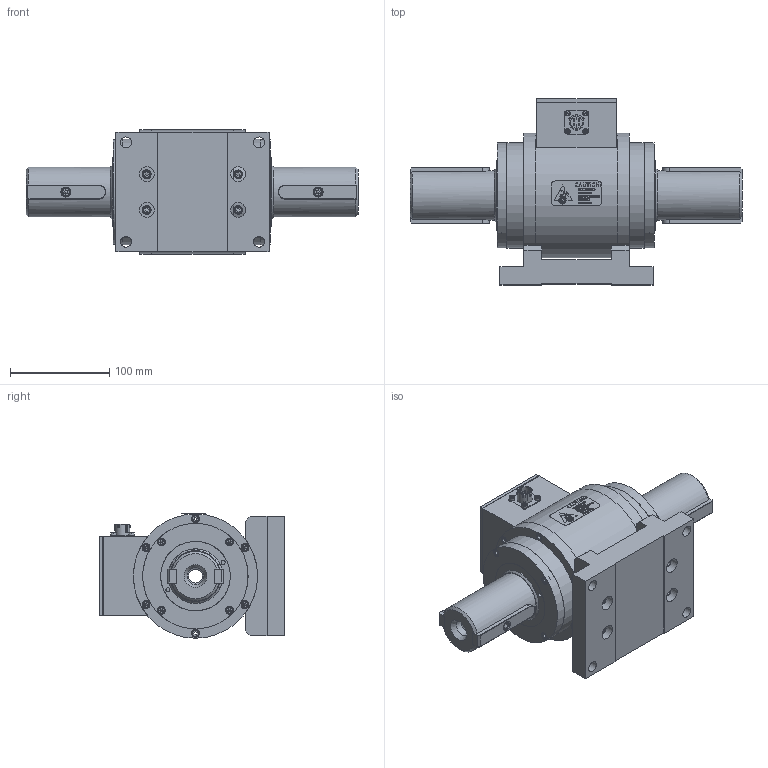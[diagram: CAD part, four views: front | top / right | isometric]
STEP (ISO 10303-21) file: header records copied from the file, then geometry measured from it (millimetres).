
FILE_DESCRIPTION (( 'STEP AP203' ), '1' );
FILE_NAME ('415-315-000-031_EF.STEP', '2014-05-27T07:58:49', ( 'ajoy' ), ( 'Microsoft' ), 'SwSTEP 2.0', 'SolidWorks 2014', '' );
FILE_SCHEMA (( 'CONFIG_CONTROL_DESIGN' ));
Length unit declared in the file: millimetre
Products named in the file (1): 415-315-000-031_EF
Bounding box: 334 x 187 x 125.2 mm (x, y, z)
Surface area: 227731.5 mm2 (no closed solid volume)
Topology: 0 solids, 124 shells, 561 faces, 3660 edges, 3192 vertices
Faces by surface type: plane 393, cylinder 96, torus 36, cone 29, sphere 6, bspline 1
Full cylindrical faces by diameter (mm): 1 x6, 2 x3, 4.1 x4, 5.5 x4, 7 x2, 8 x20, 10 x8, 11 x4, 15 x5, 17 x2, 50 x2, 55 x2, 70 x2, 106 x4, 125 x3
Entity records: 40815 total; most frequent: CARTESIAN_POINT 16786, ORIENTED_EDGE 4208, DIRECTION 3738, EDGE_CURVE 3475, VERTEX_POINT 3149, VECTOR 1790, LINE 1790, B_SPLINE_CURVE_WITH_KNOTS 1264
